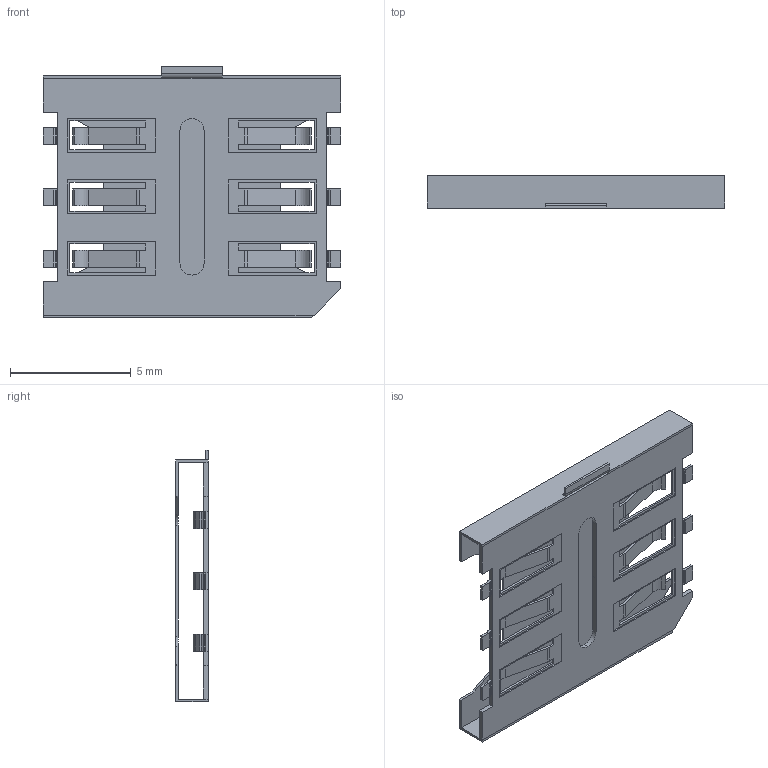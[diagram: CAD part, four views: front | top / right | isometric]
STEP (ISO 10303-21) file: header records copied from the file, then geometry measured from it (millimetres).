
FILE_DESCRIPTION (( 'STEP AP203' ), '1' );
FILE_NAME ('User Library-nano sim.STEP', '2019-06-11T11:59:04', ( '' ), ( '' ), 'SwSTEP 2.0', 'SolidWorks 2019', '' );
FILE_SCHEMA (( 'CONFIG_CONTROL_DESIGN' ));
Length unit declared in the file: millimetre
Products named in the file (1): User Library-nano sim
Bounding box: 12.3 x 1.35 x 10.4 mm (x, y, z)
Volume: 28.8 mm3; surface area: 464 mm2
Topology: 1 solids, 1 shells, 318 faces, 881 edges, 580 vertices
Faces by surface type: plane 238, cylinder 70, torus 6, sphere 4
Entity records: 10156 total; most frequent: CARTESIAN_POINT 1779, ORIENTED_EDGE 1754, DIRECTION 1672, EDGE_CURVE 877, LINE 718, VECTOR 718, VERTEX_POINT 580, AXIS2_PLACEMENT_3D 477
